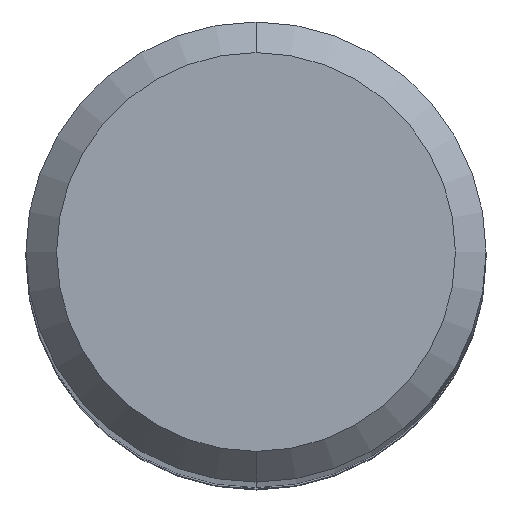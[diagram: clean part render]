
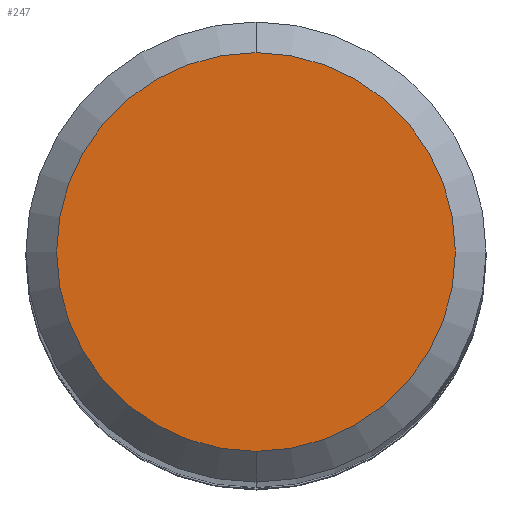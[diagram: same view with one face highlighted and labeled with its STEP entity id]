
A CAD part, top view. The second image highlights one B-rep face of the part: STEP entity #247.
In plain terms, the highlighted planar face has unit normal (0, 0, 1).
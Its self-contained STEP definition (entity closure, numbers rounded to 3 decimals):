
#117=EDGE_CURVE('',#257,#263,#304,.T.);
#231=EDGE_CURVE('',#263,#257,#434,.T.);
#247=ADVANCED_FACE('',(#453),#454,.T.);
#257=VERTEX_POINT('',#465);
#263=VERTEX_POINT('',#472);
#304=CIRCLE('',#508,2.6);
#434=CIRCLE('',#673,2.6);
#453=FACE_OUTER_BOUND('',#696,.T.);
#454=PLANE('',#697);
#465=CARTESIAN_POINT('',(0.0,2.6,0.0));
#472=CARTESIAN_POINT('',(0.,-2.6,0.0));
#508=AXIS2_PLACEMENT_3D('',#747,#748,#749);
#673=AXIS2_PLACEMENT_3D('',#911,#912,#913);
#696=EDGE_LOOP('',(#944,#945));
#697=AXIS2_PLACEMENT_3D('',#946,#947,#948);
#747=CARTESIAN_POINT('',(0.0,0.0,0.0));
#748=DIRECTION('',(0.0,0.0,-1.0));
#749=DIRECTION('',(0.0,1.0,0.0));
#911=CARTESIAN_POINT('',(0.0,0.0,0.0));
#912=DIRECTION('',(0.0,0.0,-1.0));
#913=DIRECTION('',(0.0,1.0,0.0));
#944=ORIENTED_EDGE('',*,*,#117,.F.);
#945=ORIENTED_EDGE('',*,*,#231,.F.);
#946=CARTESIAN_POINT('',(0.0,1.3,0.0));
#947=DIRECTION('',(-0.0,0.0,1.0));
#948=DIRECTION('',(0.0,-1.0,0.0));
